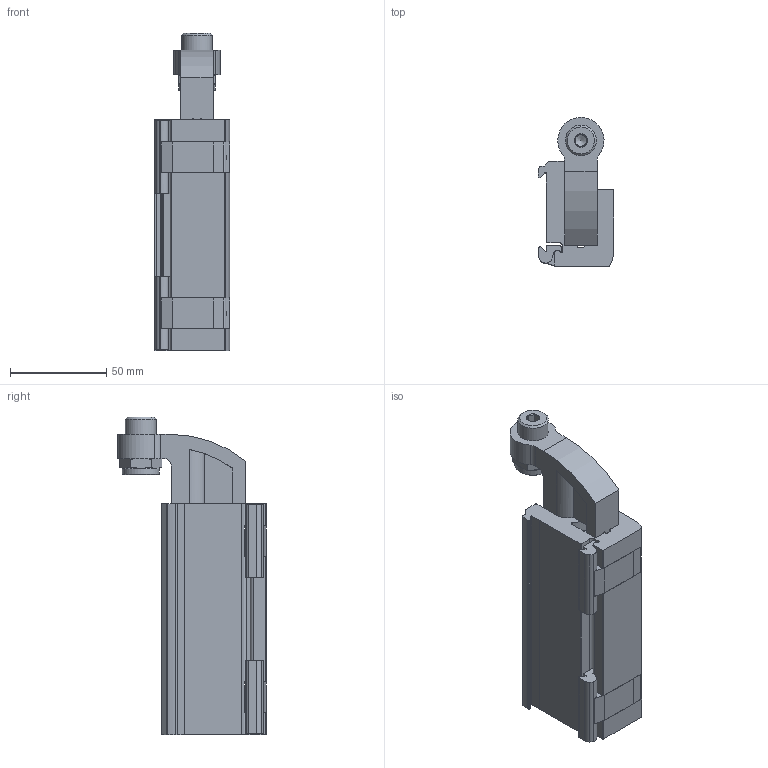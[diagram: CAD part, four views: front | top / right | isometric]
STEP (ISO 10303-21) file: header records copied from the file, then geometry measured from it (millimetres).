
FILE_DESCRIPTION(/* description */ ('STEP AP214'),/* implementation_level */ '2;1');
FILE_NAME(/* name */ '541693_KYC-32',/* time_stamp */ '2024-08-23T14:28:52+02:00',/* author */ ('License CC BY-ND 4.0'),/* organization */ ('CADENAS'),/* preprocessor_version */ 'ST-DEVELOPER v19.3',/* originating_system */ 'PARTsolutions',/* authorisation */ ' ');
FILE_SCHEMA (('AUTOMOTIVE_DESIGN {1 0 10303 214 3 1 1}'));
Length unit declared in the file: millimetre
Products named in the file (7): 541693 KYC-32; 690923 KYC-32; 690919 KYC-32; 691765 KYC-18/25/32; 348988 SPZ; 690990 DADM-DGC-25/32-A; DIN-912 - M8x118(F)
Assembly tree (7 placements, depth 2):
  541693 KYC-32
    690923 KYC-32
    690919 KYC-32
    691765 KYC-18/25/32
    348988 SPZ
    690990 DADM-DGC-25/32-A  x2
    DIN-912 - M8x118(F)
Bounding box: 39.1 x 77.2 x 165 mm (x, y, z)
Volume: 198845.8 mm3; surface area: 59388.8 mm2
Topology: 7 solids, 7 shells, 320 faces, 848 edges, 545 vertices
Faces by surface type: plane 150, cylinder 127, cone 41, torus 2
Full cylindrical faces by diameter (mm): 4.917 x2, 6 x1, 6.2 x2, 6.917 x1, 8 x1, 9 x1, 13 x1, 13.6 x1, 14.917 x2, 15 x3, 16 x1, 19 x1
Entity records: 8452 total; most frequent: CARTESIAN_POINT 1542, DIRECTION 1453, ORIENTED_EDGE 1338, EDGE_CURVE 669, AXIS2_PLACEMENT_3D 540, VERTEX_POINT 455, LINE 373, VECTOR 373
